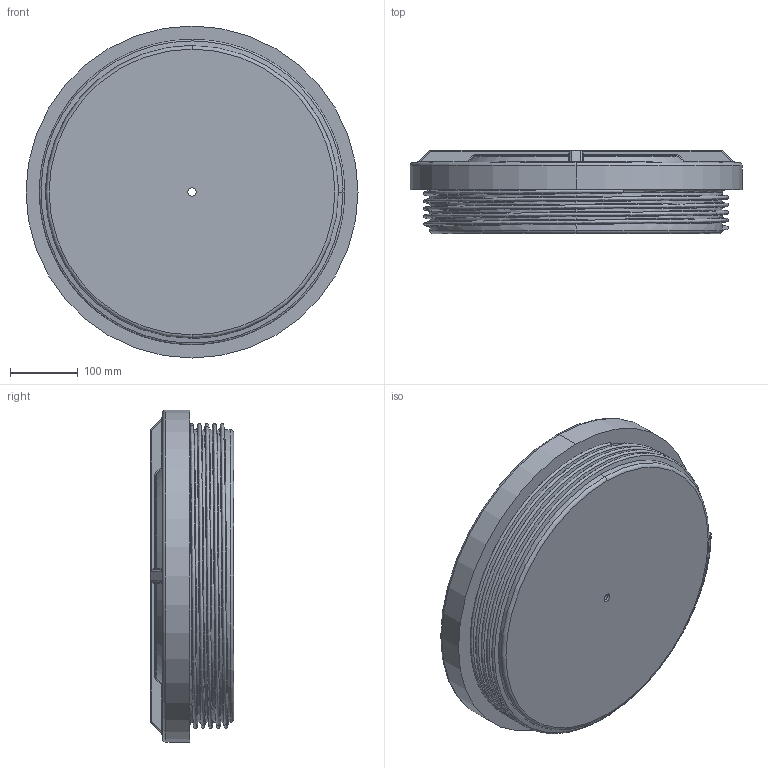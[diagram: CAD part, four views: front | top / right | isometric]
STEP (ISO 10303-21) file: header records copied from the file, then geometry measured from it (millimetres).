
FILE_DESCRIPTION (( 'STEP AP203' ), '1' );
FILE_NAME ('TAMPA 435MM ROTOMOLDADA.STEP', '2025-06-04T15:49:49', ( '' ), ( '' ), 'SwSTEP 2.0', 'SolidWorks 2025', '' );
FILE_SCHEMA (( 'CONFIG_CONTROL_DESIGN' ));
Length unit declared in the file: millimetre
Products named in the file (1): TAMPA 435MM ROTOMOLDADA
Bounding box: 490 x 123 x 490 mm (x, y, z)
Volume: 2434159.3 mm3; surface area: 1143290.8 mm2
Topology: 1 solids, 1 shells, 247 faces, 585 edges, 314 vertices
Faces by surface type: cylinder 89, bspline 43, plane 42, torus 33, sphere 32, cone 8
Entity records: 10429 total; most frequent: CARTESIAN_POINT 5192, ORIENTED_EDGE 1106, DIRECTION 1083, EDGE_CURVE 553, AXIS2_PLACEMENT_3D 452, VERTEX_POINT 314, EDGE_LOOP 255, FACE_OUTER_BOUND 247
